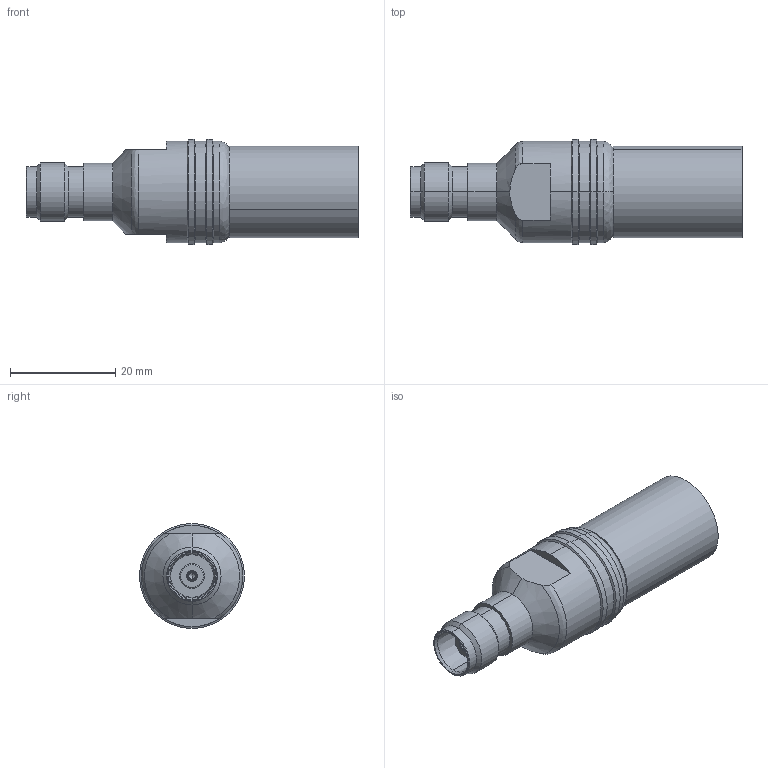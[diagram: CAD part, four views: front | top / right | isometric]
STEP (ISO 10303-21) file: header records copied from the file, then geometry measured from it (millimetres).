
FILE_DESCRIPTION (( 'STEP AP203' ), '1' );
FILE_NAME ('3190-3050(TC-600-TF-X).STEP', '2020-09-14T05:10:49', ( '' ), ( '' ), 'SwSTEP 2.0', 'SolidWorks 2017', '' );
FILE_SCHEMA (( 'CONFIG_CONTROL_DESIGN' ));
Length unit declared in the file: millimetre
Products named in the file (1): 3190-3050(TC-600-TF-X)
Bounding box: 63.2 x 20 x 20 mm (x, y, z)
Volume: 9813.5 mm3; surface area: 6313.2 mm2
Topology: 2 solids, 2 shells, 114 faces, 268 edges, 165 vertices
Faces by surface type: cylinder 40, cone 38, plane 32, bspline 4
Entity records: 3507 total; most frequent: CARTESIAN_POINT 786, DIRECTION 590, ORIENTED_EDGE 532, EDGE_CURVE 266, AXIS2_PLACEMENT_3D 245, VERTEX_POINT 165, CIRCLE 134, EDGE_LOOP 125
